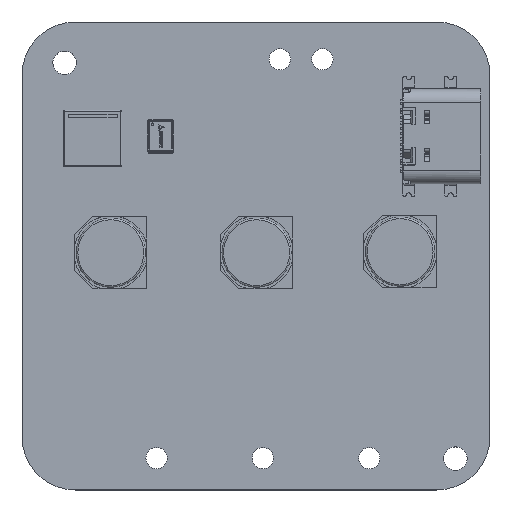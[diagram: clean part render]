
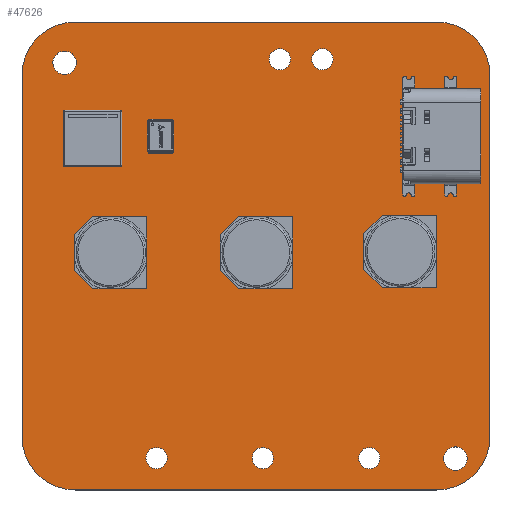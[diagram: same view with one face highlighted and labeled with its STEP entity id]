
A CAD part, top view. The second image highlights one B-rep face of the part: STEP entity #47626.
In plain terms, the highlighted planar face has unit normal (0, 0, 1).
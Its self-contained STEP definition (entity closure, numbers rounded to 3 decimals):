
#47378 = VERTEX_POINT('',#47379);
#47379 = CARTESIAN_POINT('',(57.75,-20.,1.579));
#47385 = EDGE_CURVE('',#47378,#47386,#47388,.T.);
#47386 = VERTEX_POINT('',#47387);
#47387 = CARTESIAN_POINT('',(62.75,-25.,1.579));
#47388 = CIRCLE('',#47389,5.);
#47389 = AXIS2_PLACEMENT_3D('',#47390,#47391,#47392);
#47390 = CARTESIAN_POINT('',(57.75,-25.,1.579));
#47391 = DIRECTION('',(0.,0.,-1.));
#47392 = DIRECTION('',(0.,1.,0.));
#47420 = VERTEX_POINT('',#47421);
#47421 = CARTESIAN_POINT('',(23.75,-20.,1.579));
#47427 = EDGE_CURVE('',#47420,#47378,#47428,.T.);
#47428 = LINE('',#47429,#47430);
#47429 = CARTESIAN_POINT('',(23.75,-20.,1.579));
#47430 = VECTOR('',#47431,1.);
#47431 = DIRECTION('',(1.,0.,0.));
#47449 = EDGE_CURVE('',#47386,#47450,#47452,.T.);
#47450 = VERTEX_POINT('',#47451);
#47451 = CARTESIAN_POINT('',(62.75,-59.,1.579));
#47452 = LINE('',#47453,#47454);
#47453 = CARTESIAN_POINT('',(62.75,-25.,1.579));
#47454 = VECTOR('',#47455,1.);
#47455 = DIRECTION('',(0.,-1.,0.));
#47626 = ADVANCED_FACE('',(#47627,#47673,#47684,#47695,#47706,#47717,
    #47728,#47739,#47750,#47761),#47772,.T.);
#47627 = FACE_BOUND('',#47628,.T.);
#47628 = EDGE_LOOP('',(#47629,#47630,#47631,#47640,#47648,#47657,#47665,
    #47672));
#47629 = ORIENTED_EDGE('',*,*,#47385,.F.);
#47630 = ORIENTED_EDGE('',*,*,#47427,.F.);
#47631 = ORIENTED_EDGE('',*,*,#47632,.F.);
#47632 = EDGE_CURVE('',#47633,#47420,#47635,.T.);
#47633 = VERTEX_POINT('',#47634);
#47634 = CARTESIAN_POINT('',(18.75,-25.,1.579));
#47635 = CIRCLE('',#47636,5.);
#47636 = AXIS2_PLACEMENT_3D('',#47637,#47638,#47639);
#47637 = CARTESIAN_POINT('',(23.75,-25.,1.579));
#47638 = DIRECTION('',(0.,0.,-1.));
#47639 = DIRECTION('',(-1.,0.,-0.));
#47640 = ORIENTED_EDGE('',*,*,#47641,.F.);
#47641 = EDGE_CURVE('',#47642,#47633,#47644,.T.);
#47642 = VERTEX_POINT('',#47643);
#47643 = CARTESIAN_POINT('',(18.75,-59.,1.579));
#47644 = LINE('',#47645,#47646);
#47645 = CARTESIAN_POINT('',(18.75,-59.,1.579));
#47646 = VECTOR('',#47647,1.);
#47647 = DIRECTION('',(0.,1.,0.));
#47648 = ORIENTED_EDGE('',*,*,#47649,.F.);
#47649 = EDGE_CURVE('',#47650,#47642,#47652,.T.);
#47650 = VERTEX_POINT('',#47651);
#47651 = CARTESIAN_POINT('',(23.75,-64.,1.579));
#47652 = CIRCLE('',#47653,5.);
#47653 = AXIS2_PLACEMENT_3D('',#47654,#47655,#47656);
#47654 = CARTESIAN_POINT('',(23.75,-59.,1.579));
#47655 = DIRECTION('',(0.,0.,-1.));
#47656 = DIRECTION('',(0.,-1.,0.));
#47657 = ORIENTED_EDGE('',*,*,#47658,.F.);
#47658 = EDGE_CURVE('',#47659,#47650,#47661,.T.);
#47659 = VERTEX_POINT('',#47660);
#47660 = CARTESIAN_POINT('',(57.75,-64.,1.579));
#47661 = LINE('',#47662,#47663);
#47662 = CARTESIAN_POINT('',(57.75,-64.,1.579));
#47663 = VECTOR('',#47664,1.);
#47664 = DIRECTION('',(-1.,0.,0.));
#47665 = ORIENTED_EDGE('',*,*,#47666,.F.);
#47666 = EDGE_CURVE('',#47450,#47659,#47667,.T.);
#47667 = CIRCLE('',#47668,5.);
#47668 = AXIS2_PLACEMENT_3D('',#47669,#47670,#47671);
#47669 = CARTESIAN_POINT('',(57.75,-59.,1.579));
#47670 = DIRECTION('',(0.,0.,-1.));
#47671 = DIRECTION('',(1.,0.,0.));
#47672 = ORIENTED_EDGE('',*,*,#47449,.F.);
#47673 = FACE_BOUND('',#47674,.T.);
#47674 = EDGE_LOOP('',(#47675));
#47675 = ORIENTED_EDGE('',*,*,#47676,.T.);
#47676 = EDGE_CURVE('',#47677,#47677,#47679,.T.);
#47677 = VERTEX_POINT('',#47678);
#47678 = CARTESIAN_POINT('',(31.4,-62.,1.579));
#47679 = CIRCLE('',#47680,1.);
#47680 = AXIS2_PLACEMENT_3D('',#47681,#47682,#47683);
#47681 = CARTESIAN_POINT('',(31.4,-61.,1.579));
#47682 = DIRECTION('',(-0.,0.,-1.));
#47683 = DIRECTION('',(-0.,-1.,0.));
#47684 = FACE_BOUND('',#47685,.T.);
#47685 = EDGE_LOOP('',(#47686));
#47686 = ORIENTED_EDGE('',*,*,#47687,.T.);
#47687 = EDGE_CURVE('',#47688,#47688,#47690,.T.);
#47688 = VERTEX_POINT('',#47689);
#47689 = CARTESIAN_POINT('',(41.4,-62.,1.579));
#47690 = CIRCLE('',#47691,1.);
#47691 = AXIS2_PLACEMENT_3D('',#47692,#47693,#47694);
#47692 = CARTESIAN_POINT('',(41.4,-61.,1.579));
#47693 = DIRECTION('',(-0.,0.,-1.));
#47694 = DIRECTION('',(-0.,-1.,0.));
#47695 = FACE_BOUND('',#47696,.T.);
#47696 = EDGE_LOOP('',(#47697));
#47697 = ORIENTED_EDGE('',*,*,#47698,.T.);
#47698 = EDGE_CURVE('',#47699,#47699,#47701,.T.);
#47699 = VERTEX_POINT('',#47700);
#47700 = CARTESIAN_POINT('',(51.4,-62.01,1.579));
#47701 = CIRCLE('',#47702,1.);
#47702 = AXIS2_PLACEMENT_3D('',#47703,#47704,#47705);
#47703 = CARTESIAN_POINT('',(51.4,-61.01,1.579));
#47704 = DIRECTION('',(-0.,0.,-1.));
#47705 = DIRECTION('',(-0.,-1.,0.));
#47706 = FACE_BOUND('',#47707,.T.);
#47707 = EDGE_LOOP('',(#47708));
#47708 = ORIENTED_EDGE('',*,*,#47709,.T.);
#47709 = EDGE_CURVE('',#47710,#47710,#47712,.T.);
#47710 = VERTEX_POINT('',#47711);
#47711 = CARTESIAN_POINT('',(59.5,-62.15,1.579));
#47712 = CIRCLE('',#47713,1.1);
#47713 = AXIS2_PLACEMENT_3D('',#47714,#47715,#47716);
#47714 = CARTESIAN_POINT('',(59.5,-61.05,1.579));
#47715 = DIRECTION('',(-0.,0.,-1.));
#47716 = DIRECTION('',(-0.,-1.,0.));
#47717 = FACE_BOUND('',#47718,.T.);
#47718 = EDGE_LOOP('',(#47719));
#47719 = ORIENTED_EDGE('',*,*,#47720,.T.);
#47720 = EDGE_CURVE('',#47721,#47721,#47723,.T.);
#47721 = VERTEX_POINT('',#47722);
#47722 = CARTESIAN_POINT('',(22.75,-24.95,1.579));
#47723 = CIRCLE('',#47724,1.1);
#47724 = AXIS2_PLACEMENT_3D('',#47725,#47726,#47727);
#47725 = CARTESIAN_POINT('',(22.75,-23.85,1.579));
#47726 = DIRECTION('',(-0.,0.,-1.));
#47727 = DIRECTION('',(-0.,-1.,0.));
#47728 = FACE_BOUND('',#47729,.T.);
#47729 = EDGE_LOOP('',(#47730));
#47730 = ORIENTED_EDGE('',*,*,#47731,.T.);
#47731 = EDGE_CURVE('',#47732,#47732,#47734,.T.);
#47732 = VERTEX_POINT('',#47733);
#47733 = CARTESIAN_POINT('',(55.675,-33.965,1.579));
#47734 = CIRCLE('',#47735,0.325);
#47735 = AXIS2_PLACEMENT_3D('',#47736,#47737,#47738);
#47736 = CARTESIAN_POINT('',(55.675,-33.64,1.579));
#47737 = DIRECTION('',(-0.,0.,-1.));
#47738 = DIRECTION('',(-0.,-1.,0.));
#47739 = FACE_BOUND('',#47740,.T.);
#47740 = EDGE_LOOP('',(#47741));
#47741 = ORIENTED_EDGE('',*,*,#47742,.T.);
#47742 = EDGE_CURVE('',#47743,#47743,#47745,.T.);
#47743 = VERTEX_POINT('',#47744);
#47744 = CARTESIAN_POINT('',(43.,-24.5,1.579));
#47745 = CIRCLE('',#47746,1.);
#47746 = AXIS2_PLACEMENT_3D('',#47747,#47748,#47749);
#47747 = CARTESIAN_POINT('',(43.,-23.5,1.579));
#47748 = DIRECTION('',(-0.,0.,-1.));
#47749 = DIRECTION('',(-0.,-1.,0.));
#47750 = FACE_BOUND('',#47751,.T.);
#47751 = EDGE_LOOP('',(#47752));
#47752 = ORIENTED_EDGE('',*,*,#47753,.T.);
#47753 = EDGE_CURVE('',#47754,#47754,#47756,.T.);
#47754 = VERTEX_POINT('',#47755);
#47755 = CARTESIAN_POINT('',(47.,-24.51,1.579));
#47756 = CIRCLE('',#47757,1.);
#47757 = AXIS2_PLACEMENT_3D('',#47758,#47759,#47760);
#47758 = CARTESIAN_POINT('',(47.,-23.51,1.579));
#47759 = DIRECTION('',(-0.,0.,-1.));
#47760 = DIRECTION('',(-0.,-1.,0.));
#47761 = FACE_BOUND('',#47762,.T.);
#47762 = EDGE_LOOP('',(#47763));
#47763 = ORIENTED_EDGE('',*,*,#47764,.T.);
#47764 = EDGE_CURVE('',#47765,#47765,#47767,.T.);
#47765 = VERTEX_POINT('',#47766);
#47766 = CARTESIAN_POINT('',(55.675,-28.185,1.579));
#47767 = CIRCLE('',#47768,0.325);
#47768 = AXIS2_PLACEMENT_3D('',#47769,#47770,#47771);
#47769 = CARTESIAN_POINT('',(55.675,-27.86,1.579));
#47770 = DIRECTION('',(-0.,0.,-1.));
#47771 = DIRECTION('',(-0.,-1.,0.));
#47772 = PLANE('',#47773);
#47773 = AXIS2_PLACEMENT_3D('',#47774,#47775,#47776);
#47774 = CARTESIAN_POINT('',(0.,0.,1.579));
#47775 = DIRECTION('',(0.,0.,1.));
#47776 = DIRECTION('',(1.,0.,-0.));
